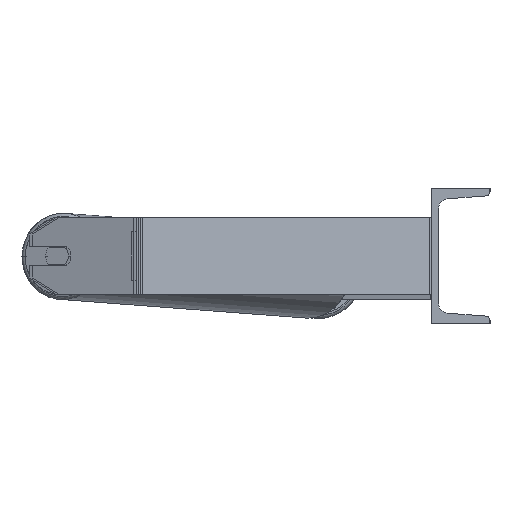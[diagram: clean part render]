
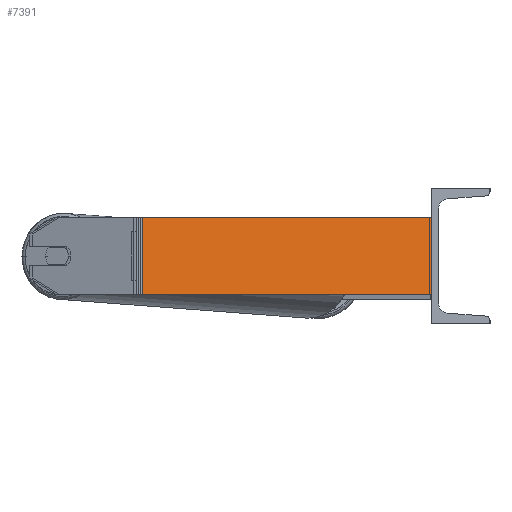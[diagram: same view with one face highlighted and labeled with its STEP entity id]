
A CAD part, left-side view. The second image highlights one B-rep face of the part: STEP entity #7391.
In plain terms, the highlighted planar face has unit normal (-0.966, -0.259, 0).
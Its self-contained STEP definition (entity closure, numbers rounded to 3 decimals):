
#350 = CARTESIAN_POINT ( 'NONE',  ( -1166.114, 302.721, -40. ) ) ;
#1009 = DIRECTION ( 'NONE',  ( 0., 0., -1. ) ) ;
#1175 = LINE ( 'NONE', #1313, #2408 ) ;
#1313 = CARTESIAN_POINT ( 'NONE',  ( -1085., 0., 40. ) ) ;
#1423 = EDGE_CURVE ( 'NONE', #8768, #4749, #1175, .T. ) ;
#1848 = DIRECTION ( 'NONE',  ( 0.259, -0.966, 0. ) ) ;
#1873 = FACE_OUTER_BOUND ( 'NONE', #5983, .T. ) ;
#2408 = VECTOR ( 'NONE', #6861, 1000. ) ;
#2496 = LINE ( 'NONE', #8178, #5688 ) ;
#2537 = DIRECTION ( 'NONE',  ( 0.966, 0.259, 0. ) ) ;
#2566 = LINE ( 'NONE', #350, #4042 ) ;
#3557 = ORIENTED_EDGE ( 'NONE', *, *, #1423, .F. ) ;
#3604 = VECTOR ( 'NONE', #1009, 1000. ) ;
#3991 = EDGE_CURVE ( 'NONE', #6622, #4749, #2566, .T. ) ;
#4042 = VECTOR ( 'NONE', #5973, 1000. ) ;
#4380 = CARTESIAN_POINT ( 'NONE',  ( -1085., 0., 40. ) ) ;
#4565 = DIRECTION ( 'NONE',  ( -0.259, 0.966, 0. ) ) ;
#4688 = VERTEX_POINT ( 'NONE', #8695 ) ;
#4703 = PLANE ( 'NONE',  #7747 ) ;
#4749 = VERTEX_POINT ( 'NONE', #8199 ) ;
#5688 = VECTOR ( 'NONE', #1848, 1000. ) ;
#5973 = DIRECTION ( 'NONE',  ( 0.259, -0.966, 0. ) ) ;
#5983 = EDGE_LOOP ( 'NONE', ( #7494, #3557, #8339, #6335 ) ) ;
#6139 = LINE ( 'NONE', #8960, #3604 ) ;
#6335 = ORIENTED_EDGE ( 'NONE', *, *, #6835, .T. ) ;
#6498 = CARTESIAN_POINT ( 'NONE',  ( -1164.808, 297.848, -40. ) ) ;
#6622 = VERTEX_POINT ( 'NONE', #6498 ) ;
#6835 = EDGE_CURVE ( 'NONE', #4688, #6622, #6139, .T. ) ;
#6861 = DIRECTION ( 'NONE',  ( 0., 0., -1. ) ) ;
#7391 = ADVANCED_FACE ( 'NONE', ( #1873 ), #4703, .F. ) ;
#7494 = ORIENTED_EDGE ( 'NONE', *, *, #3991, .T. ) ;
#7516 = CARTESIAN_POINT ( 'NONE',  ( -1166.114, 302.721, 40. ) ) ;
#7747 = AXIS2_PLACEMENT_3D ( 'NONE', #7516, #2537, #4565 ) ;
#8136 = EDGE_CURVE ( 'NONE', #4688, #8768, #2496, .T. ) ;
#8178 = CARTESIAN_POINT ( 'NONE',  ( -1166.114, 302.721, 40. ) ) ;
#8199 = CARTESIAN_POINT ( 'NONE',  ( -1085., 0., -40. ) ) ;
#8339 = ORIENTED_EDGE ( 'NONE', *, *, #8136, .F. ) ;
#8695 = CARTESIAN_POINT ( 'NONE',  ( -1164.808, 297.848, 40. ) ) ;
#8768 = VERTEX_POINT ( 'NONE', #4380 ) ;
#8960 = CARTESIAN_POINT ( 'NONE',  ( -1164.808, 297.848, 40. ) ) ;
